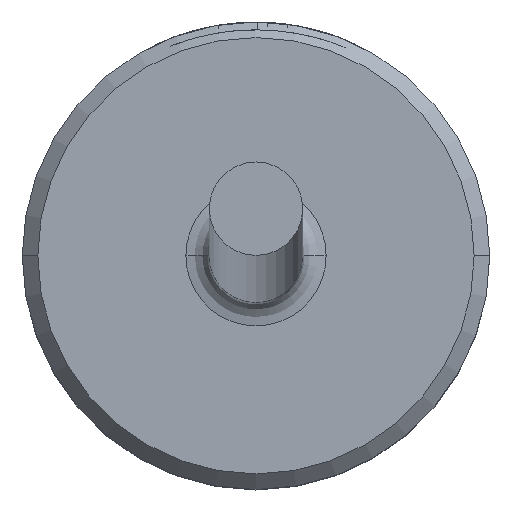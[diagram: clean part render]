
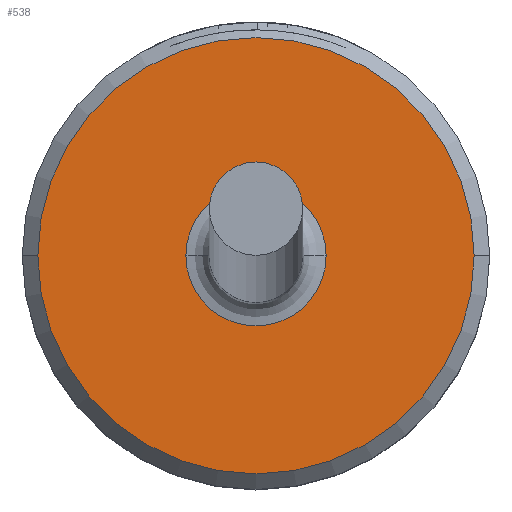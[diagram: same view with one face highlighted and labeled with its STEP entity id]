
A CAD part, top view. The second image highlights one B-rep face of the part: STEP entity #538.
In plain terms, the highlighted planar face has unit normal (0, 0, 1).
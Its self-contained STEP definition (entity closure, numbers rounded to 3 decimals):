
#6 = FACE_BOUND ( 'NONE', #242, .T. ) ;
#58 = ORIENTED_EDGE ( 'NONE', *, *, #758, .T. ) ;
#70 = VERTEX_POINT ( 'NONE', #731 ) ;
#177 = CARTESIAN_POINT ( 'NONE',  ( 0., 0., 4. ) ) ;
#203 = CARTESIAN_POINT ( 'NONE',  ( 0., 0., 4. ) ) ;
#234 = CIRCLE ( 'NONE', #514, 0.9 ) ;
#242 = EDGE_LOOP ( 'NONE', ( #776, #58 ) ) ;
#250 = AXIS2_PLACEMENT_3D ( 'NONE', #1029, #510, #1109 ) ;
#272 = CIRCLE ( 'NONE', #1066, 2.8 ) ;
#278 = CARTESIAN_POINT ( 'NONE',  ( 2.8, 0., 4. ) ) ;
#279 = EDGE_CURVE ( 'NONE', #466, #339, #272, .T. ) ;
#304 = DIRECTION ( 'NONE',  ( -1., 0., 0. ) ) ;
#339 = VERTEX_POINT ( 'NONE', #278 ) ;
#348 = CARTESIAN_POINT ( 'NONE',  ( 0., 0., 4. ) ) ;
#433 = CARTESIAN_POINT ( 'NONE',  ( 0., 0., 4. ) ) ;
#441 = DIRECTION ( 'NONE',  ( -1., 0., 0. ) ) ;
#466 = VERTEX_POINT ( 'NONE', #1108 ) ;
#510 = DIRECTION ( 'NONE',  ( 0., 0., 1. ) ) ;
#514 = AXIS2_PLACEMENT_3D ( 'NONE', #203, #825, #304 ) ;
#538 = ADVANCED_FACE ( 'NONE', ( #744, #6 ), #1121, .T. ) ;
#546 = CIRCLE ( 'NONE', #250, 2.8 ) ;
#566 = EDGE_CURVE ( 'NONE', #844, #70, #958, .T. ) ;
#611 = DIRECTION ( 'NONE',  ( 1., 0., 0. ) ) ;
#640 = AXIS2_PLACEMENT_3D ( 'NONE', #348, #963, #441 ) ;
#671 = CARTESIAN_POINT ( 'NONE',  ( -0.9, 0., 4. ) ) ;
#731 = CARTESIAN_POINT ( 'NONE',  ( 0.9, 0., 4. ) ) ;
#744 = FACE_OUTER_BOUND ( 'NONE', #1081, .T. ) ;
#758 = EDGE_CURVE ( 'NONE', #70, #844, #234, .T. ) ;
#776 = ORIENTED_EDGE ( 'NONE', *, *, #566, .T. ) ;
#808 = AXIS2_PLACEMENT_3D ( 'NONE', #433, #867, #611 ) ;
#825 = DIRECTION ( 'NONE',  ( 0., 0., -1. ) ) ;
#830 = ORIENTED_EDGE ( 'NONE', *, *, #966, .T. ) ;
#844 = VERTEX_POINT ( 'NONE', #671 ) ;
#867 = DIRECTION ( 'NONE',  ( 0., 0., 1. ) ) ;
#917 = ORIENTED_EDGE ( 'NONE', *, *, #279, .T. ) ;
#958 = CIRCLE ( 'NONE', #640, 0.9 ) ;
#963 = DIRECTION ( 'NONE',  ( 0., 0., -1. ) ) ;
#966 = EDGE_CURVE ( 'NONE', #339, #466, #546, .T. ) ;
#1029 = CARTESIAN_POINT ( 'NONE',  ( 0., 0., 4. ) ) ;
#1066 = AXIS2_PLACEMENT_3D ( 'NONE', #177, #1140, #1138 ) ;
#1081 = EDGE_LOOP ( 'NONE', ( #917, #830 ) ) ;
#1108 = CARTESIAN_POINT ( 'NONE',  ( -2.8, 0., 4. ) ) ;
#1109 = DIRECTION ( 'NONE',  ( 1., 0., 0. ) ) ;
#1121 = PLANE ( 'NONE',  #808 ) ;
#1138 = DIRECTION ( 'NONE',  ( 1., 0., 0. ) ) ;
#1140 = DIRECTION ( 'NONE',  ( 0., 0., 1. ) ) ;
